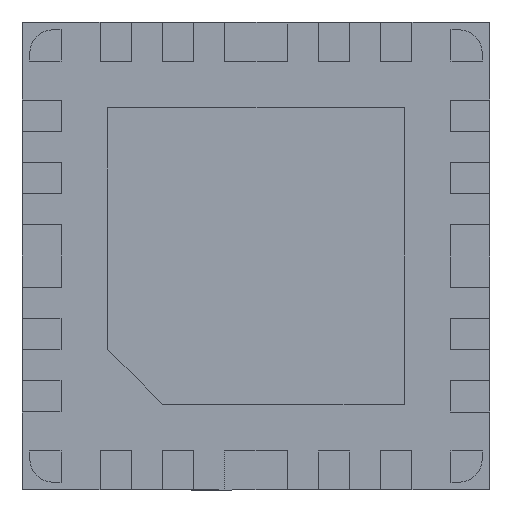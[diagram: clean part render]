
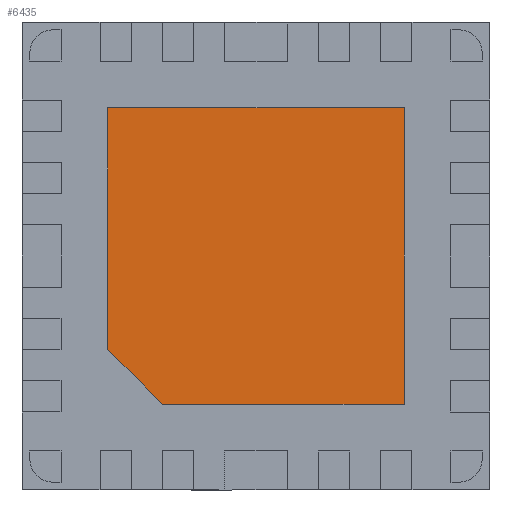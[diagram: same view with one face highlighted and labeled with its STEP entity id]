
A CAD part, front view. The second image highlights one B-rep face of the part: STEP entity #6435.
In plain terms, the highlighted planar face has unit normal (0, -1, 0).
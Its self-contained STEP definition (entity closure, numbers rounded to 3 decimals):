
#505 = CARTESIAN_POINT ( 'NONE',  ( 0.95, 0., -0.95 ) ) ;
#846 = EDGE_CURVE ( 'NONE', #7280, #8564, #7804, .T. ) ;
#1004 = DIRECTION ( 'NONE',  ( 0., 0., -1. ) ) ;
#1057 = FACE_OUTER_BOUND ( 'NONE', #7967, .T. ) ;
#1254 = DIRECTION ( 'NONE',  ( -1., 0., 0. ) ) ;
#1328 = DIRECTION ( 'NONE',  ( 0., 0., -1. ) ) ;
#1749 = VERTEX_POINT ( 'NONE', #2841 ) ;
#1856 = CARTESIAN_POINT ( 'NONE',  ( -0.6, 0., -0.95 ) ) ;
#1971 = CARTESIAN_POINT ( 'NONE',  ( -0.6, 0., -0.95 ) ) ;
#2092 = EDGE_CURVE ( 'NONE', #5120, #1749, #8625, .T. ) ;
#2289 = VECTOR ( 'NONE', #7607, 1000. ) ;
#2384 = ORIENTED_EDGE ( 'NONE', *, *, #846, .F. ) ;
#2535 = LINE ( 'NONE', #8322, #2289 ) ;
#2754 = VECTOR ( 'NONE', #7262, 1000. ) ;
#2841 = CARTESIAN_POINT ( 'NONE',  ( -0.95, 0., -0.6 ) ) ;
#3096 = CARTESIAN_POINT ( 'NONE',  ( -0.95, 0., 0.95 ) ) ;
#3267 = VECTOR ( 'NONE', #1328, 1000. ) ;
#3340 = CARTESIAN_POINT ( 'NONE',  ( 0., 0., 0. ) ) ;
#3485 = VECTOR ( 'NONE', #1254, 1000. ) ;
#3863 = LINE ( 'NONE', #1971, #3485 ) ;
#4939 = LINE ( 'NONE', #3096, #6186 ) ;
#5012 = ORIENTED_EDGE ( 'NONE', *, *, #8621, .F. ) ;
#5120 = VERTEX_POINT ( 'NONE', #1856 ) ;
#5203 = CARTESIAN_POINT ( 'NONE',  ( 0.95, 0., 0.95 ) ) ;
#5663 = CARTESIAN_POINT ( 'NONE',  ( -0.95, 0., 0.95 ) ) ;
#5698 = PLANE ( 'NONE',  #9615 ) ;
#5789 = CARTESIAN_POINT ( 'NONE',  ( 0.95, 0., 0.95 ) ) ;
#5884 = ORIENTED_EDGE ( 'NONE', *, *, #7992, .F. ) ;
#6186 = VECTOR ( 'NONE', #8465, 1000. ) ;
#6255 = VERTEX_POINT ( 'NONE', #5663 ) ;
#6435 = ADVANCED_FACE ( 'NONE', ( #1057 ), #5698, .T. ) ;
#6479 = CARTESIAN_POINT ( 'NONE',  ( -0.95, 0., -0.6 ) ) ;
#6634 = DIRECTION ( 'NONE',  ( 0., -1., 0. ) ) ;
#7262 = DIRECTION ( 'NONE',  ( -0.707, 0., 0.707 ) ) ;
#7280 = VERTEX_POINT ( 'NONE', #5789 ) ;
#7379 = ORIENTED_EDGE ( 'NONE', *, *, #2092, .F. ) ;
#7532 = EDGE_CURVE ( 'NONE', #1749, #6255, #2535, .T. ) ;
#7607 = DIRECTION ( 'NONE',  ( 0., 0., 1. ) ) ;
#7804 = LINE ( 'NONE', #5203, #3267 ) ;
#7967 = EDGE_LOOP ( 'NONE', ( #2384, #5012, #8315, #7379, #5884 ) ) ;
#7992 = EDGE_CURVE ( 'NONE', #8564, #5120, #3863, .T. ) ;
#8315 = ORIENTED_EDGE ( 'NONE', *, *, #7532, .F. ) ;
#8322 = CARTESIAN_POINT ( 'NONE',  ( -0.95, 0., 0.95 ) ) ;
#8465 = DIRECTION ( 'NONE',  ( 1., 0., 0. ) ) ;
#8564 = VERTEX_POINT ( 'NONE', #505 ) ;
#8621 = EDGE_CURVE ( 'NONE', #6255, #7280, #4939, .T. ) ;
#8625 = LINE ( 'NONE', #6479, #2754 ) ;
#9615 = AXIS2_PLACEMENT_3D ( 'NONE', #3340, #6634, #1004 ) ;
